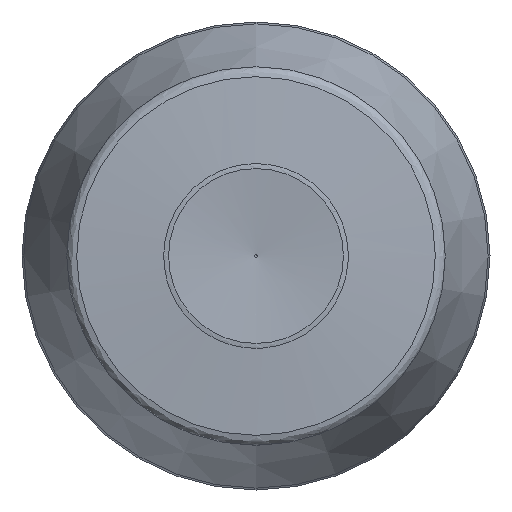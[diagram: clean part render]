
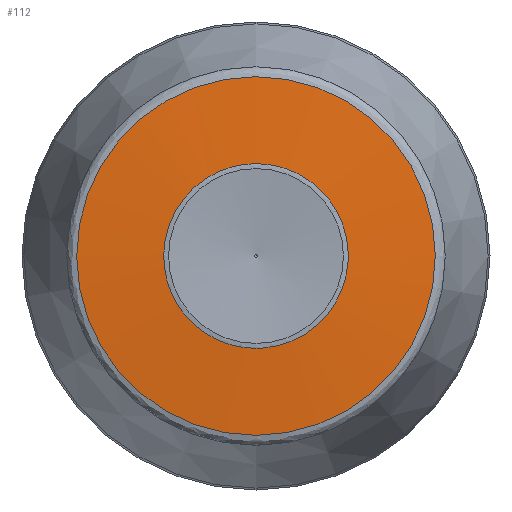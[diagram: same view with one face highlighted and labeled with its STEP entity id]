
A CAD part, left-side view. The second image highlights one B-rep face of the part: STEP entity #112.
In plain terms, the highlighted face is a revolution surface.
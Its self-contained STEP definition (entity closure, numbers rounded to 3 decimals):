
#27=SURFACE_OF_REVOLUTION('',#41,#34);
#34=AXIS1_PLACEMENT('',#617,#520);
#41=LINE('',#616,#45);
#45=VECTOR('',#519,6.375);
#49=(
BOUNDED_CURVE()
B_SPLINE_CURVE(3,(#606,#607,#608,#609,#610,#611,#612),.UNSPECIFIED.,.T.,
 .F.)
B_SPLINE_CURVE_WITH_KNOTS((1,3,3,3,1),(-0.5,0.,0.5,1.,1.5),
 .UNSPECIFIED.)
CURVE()
GEOMETRIC_REPRESENTATION_ITEM()
RATIONAL_B_SPLINE_CURVE((1.,0.333,0.333,1.,0.333,
0.333,1.))
REPRESENTATION_ITEM('')
);
#112=ADVANCED_FACE('',(#165,#166),#27,.F.);
#165=FACE_BOUND('',#221,.T.);
#166=FACE_BOUND('',#222,.T.);
#221=EDGE_LOOP('',(#277));
#222=EDGE_LOOP('',(#278));
#277=ORIENTED_EDGE('',*,*,#341,.F.);
#278=ORIENTED_EDGE('',*,*,#342,.F.);
#313=VERTEX_POINT('',#613);
#314=VERTEX_POINT('',#615);
#341=EDGE_CURVE('',#313,#313,#49,.T.);
#342=EDGE_CURVE('',#314,#314,#369,.T.);
#369=CIRCLE('',#420,13.026);
#420=AXIS2_PLACEMENT_3D('',#614,#517,#518);
#517=DIRECTION('',(1.,0.,0.));
#518=DIRECTION('',(0.,0.,-1.));
#519=DIRECTION('',(-0.07,0.992,-0.104));
#520=DIRECTION('',(1.,0.,0.));
#606=CARTESIAN_POINT('',(0.052,0.,-6.704));
#607=CARTESIAN_POINT('',(0.052,-13.409,-6.704));
#608=CARTESIAN_POINT('',(0.052,-13.409,6.704));
#609=CARTESIAN_POINT('',(0.052,0.,6.704));
#610=CARTESIAN_POINT('',(0.052,13.409,6.704));
#611=CARTESIAN_POINT('',(0.052,13.409,-6.704));
#612=CARTESIAN_POINT('',(0.052,0.,-6.704));
#613=CARTESIAN_POINT('',(0.052,0.,-6.704));
#614=CARTESIAN_POINT('',(0.497,0.,0.));
#615=CARTESIAN_POINT('',(0.497,0.,-13.026));
#616=CARTESIAN_POINT('',(0.497,-12.809,2.366));
#617=CARTESIAN_POINT('',(6.,0.,0.));
